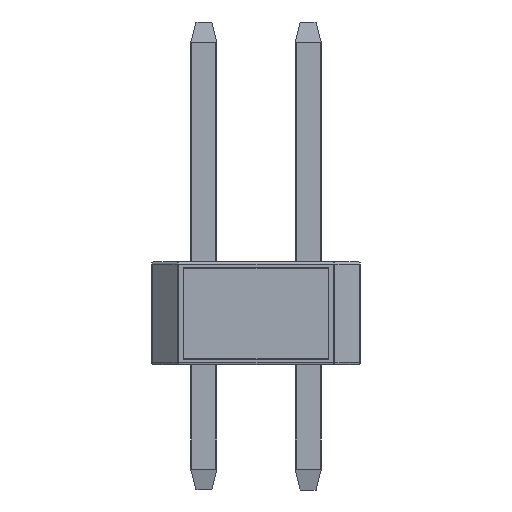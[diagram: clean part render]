
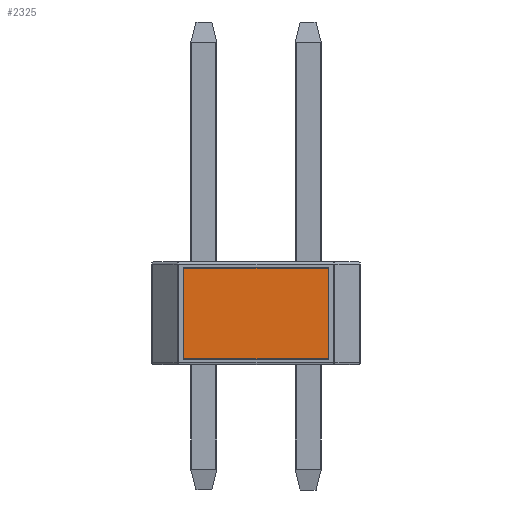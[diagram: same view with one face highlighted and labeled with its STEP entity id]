
A CAD part, left-side view. The second image highlights one B-rep face of the part: STEP entity #2325.
In plain terms, the highlighted planar face has unit normal (-1, 0, 0).
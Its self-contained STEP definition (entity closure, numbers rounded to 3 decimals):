
#374=FACE_OUTER_BOUND('',#500,.T.);
#500=EDGE_LOOP('',(#1902,#1903,#1904,#1905));
#639=LINE('',#3610,#855);
#640=LINE('',#3615,#856);
#643=LINE('',#3623,#859);
#645=LINE('',#3626,#861);
#855=VECTOR('',#2885,10.);
#856=VECTOR('',#2890,10.);
#859=VECTOR('',#2899,10.);
#861=VECTOR('',#2903,10.);
#1052=VERTEX_POINT('',#3607);
#1053=VERTEX_POINT('',#3609);
#1054=VERTEX_POINT('',#3613);
#1055=VERTEX_POINT('',#3614);
#1268=EDGE_CURVE('',#1053,#1052,#639,.T.);
#1270=EDGE_CURVE('',#1054,#1055,#640,.T.);
#1275=EDGE_CURVE('',#1052,#1054,#643,.T.);
#1277=EDGE_CURVE('',#1055,#1053,#645,.T.);
#1902=ORIENTED_EDGE('',*,*,#1275,.T.);
#1903=ORIENTED_EDGE('',*,*,#1270,.T.);
#1904=ORIENTED_EDGE('',*,*,#1277,.T.);
#1905=ORIENTED_EDGE('',*,*,#1268,.T.);
#2088=PLANE('',#2571);
#2325=ADVANCED_FACE('',(#374),#2088,.T.);
#2571=AXIS2_PLACEMENT_3D('',#3824,#3154,#3155);
#2885=DIRECTION('',(0.,1.,0.));
#2890=DIRECTION('',(0.,-1.,0.));
#2899=DIRECTION('',(0.,0.,-1.));
#2903=DIRECTION('',(0.,0.,1.));
#3154=DIRECTION('center_axis',(-1.,0.,0.));
#3155=DIRECTION('ref_axis',(0.,0.,1.));
#3607=CARTESIAN_POINT('',(-1.27,3.023,2.35));
#3609=CARTESIAN_POINT('',(-1.27,-0.488,2.35));
#3610=CARTESIAN_POINT('',(-1.27,3.023,2.35));
#3613=CARTESIAN_POINT('',(-1.27,3.023,0.15));
#3614=CARTESIAN_POINT('',(-1.27,-0.488,0.15));
#3615=CARTESIAN_POINT('',(-1.27,-0.488,0.15));
#3623=CARTESIAN_POINT('',(-1.27,3.023,0.15));
#3626=CARTESIAN_POINT('',(-1.27,-0.488,2.35));
#3824=CARTESIAN_POINT('Origin',(-1.27,1.268,1.25));
